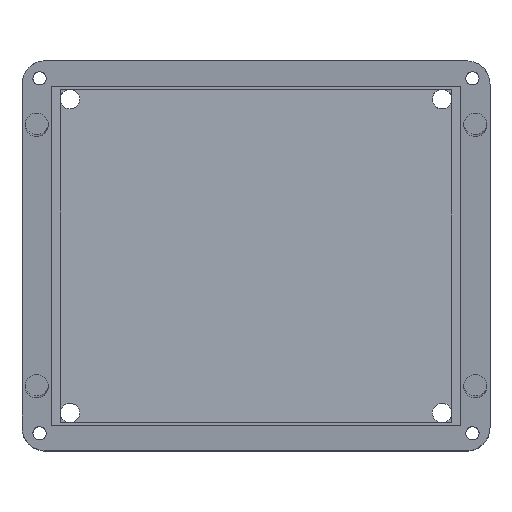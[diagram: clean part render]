
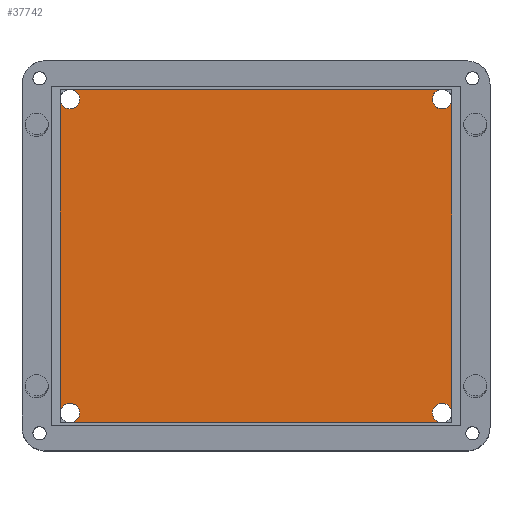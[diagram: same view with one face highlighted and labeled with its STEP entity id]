
A CAD part, top view. The second image highlights one B-rep face of the part: STEP entity #37742.
In plain terms, the highlighted planar face has unit normal (0, 0, 1).
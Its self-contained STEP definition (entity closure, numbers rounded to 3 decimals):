
#33036 = VERTEX_POINT('',#33037);
#33037 = CARTESIAN_POINT('',(-47.375,42.7,10.));
#33044 = EDGE_CURVE('',#33036,#33045,#33047,.T.);
#33045 = VERTEX_POINT('',#33046);
#33046 = CARTESIAN_POINT('',(47.372,42.7,10.));
#33047 = LINE('',#33048,#33049);
#33048 = CARTESIAN_POINT('',(-50.2,42.7,10.));
#33049 = VECTOR('',#33050,1.);
#33050 = DIRECTION('',(1.,0.,0.));
#33087 = VERTEX_POINT('',#33088);
#33088 = CARTESIAN_POINT('',(50.2,39.872,10.));
#33095 = EDGE_CURVE('',#33087,#33096,#33098,.T.);
#33096 = VERTEX_POINT('',#33097);
#33097 = CARTESIAN_POINT('',(50.2,-39.872,10.));
#33098 = LINE('',#33099,#33100);
#33099 = CARTESIAN_POINT('',(50.2,42.7,10.));
#33100 = VECTOR('',#33101,1.);
#33101 = DIRECTION('',(0.,-1.,0.));
#33138 = VERTEX_POINT('',#33139);
#33139 = CARTESIAN_POINT('',(47.372,-42.7,10.));
#33146 = EDGE_CURVE('',#33138,#33147,#33149,.T.);
#33147 = VERTEX_POINT('',#33148);
#33148 = CARTESIAN_POINT('',(-47.372,-42.7,10.));
#33149 = LINE('',#33150,#33151);
#33150 = CARTESIAN_POINT('',(50.2,-42.7,10.));
#33151 = VECTOR('',#33152,1.);
#33152 = DIRECTION('',(-1.,0.,0.));
#33180 = VERTEX_POINT('',#33181);
#33181 = CARTESIAN_POINT('',(-50.2,-39.872,10.));
#33188 = EDGE_CURVE('',#33180,#33189,#33191,.T.);
#33189 = VERTEX_POINT('',#33190);
#33190 = CARTESIAN_POINT('',(-50.2,39.868,10.));
#33191 = LINE('',#33192,#33193);
#33192 = CARTESIAN_POINT('',(-50.2,-42.7,10.));
#33193 = VECTOR('',#33194,1.);
#33194 = DIRECTION('',(0.,1.,0.));
#37703 = EDGE_CURVE('',#37704,#33036,#37706,.T.);
#37704 = VERTEX_POINT('',#37705);
#37705 = CARTESIAN_POINT('',(-45.226,40.225,10.));
#37706 = CIRCLE('',#37707,2.5);
#37707 = AXIS2_PLACEMENT_3D('',#37708,#37709,#37710);
#37708 = CARTESIAN_POINT('',(-47.726,40.225,10.));
#37709 = DIRECTION('',(0.,0.,1.));
#37710 = DIRECTION('',(1.,0.,0.));
#37728 = EDGE_CURVE('',#33189,#37704,#37729,.T.);
#37729 = CIRCLE('',#37730,2.5);
#37730 = AXIS2_PLACEMENT_3D('',#37731,#37732,#37733);
#37731 = CARTESIAN_POINT('',(-47.726,40.225,10.));
#37732 = DIRECTION('',(0.,0.,1.));
#37733 = DIRECTION('',(1.,0.,0.));
#37742 = ADVANCED_FACE('',(#37743),#37781,.T.);
#37743 = FACE_BOUND('',#37744,.T.);
#37744 = EDGE_LOOP('',(#37745,#37754,#37761,#37762,#37769,#37770,#37777,
    #37778,#37779,#37780));
#37745 = ORIENTED_EDGE('',*,*,#37746,.F.);
#37746 = EDGE_CURVE('',#37747,#33180,#37749,.T.);
#37747 = VERTEX_POINT('',#37748);
#37748 = CARTESIAN_POINT('',(-45.225,-40.225,10.));
#37749 = CIRCLE('',#37750,2.5);
#37750 = AXIS2_PLACEMENT_3D('',#37751,#37752,#37753);
#37751 = CARTESIAN_POINT('',(-47.725,-40.225,10.));
#37752 = DIRECTION('',(0.,0.,1.));
#37753 = DIRECTION('',(1.,0.,0.));
#37754 = ORIENTED_EDGE('',*,*,#37755,.F.);
#37755 = EDGE_CURVE('',#33147,#37747,#37756,.T.);
#37756 = CIRCLE('',#37757,2.5);
#37757 = AXIS2_PLACEMENT_3D('',#37758,#37759,#37760);
#37758 = CARTESIAN_POINT('',(-47.725,-40.225,10.));
#37759 = DIRECTION('',(0.,0.,1.));
#37760 = DIRECTION('',(1.,0.,0.));
#37761 = ORIENTED_EDGE('',*,*,#33146,.F.);
#37762 = ORIENTED_EDGE('',*,*,#37763,.F.);
#37763 = EDGE_CURVE('',#33096,#33138,#37764,.T.);
#37764 = CIRCLE('',#37765,2.5);
#37765 = AXIS2_PLACEMENT_3D('',#37766,#37767,#37768);
#37766 = CARTESIAN_POINT('',(47.725,-40.225,10.));
#37767 = DIRECTION('',(0.,0.,1.));
#37768 = DIRECTION('',(1.,0.,0.));
#37769 = ORIENTED_EDGE('',*,*,#33095,.F.);
#37770 = ORIENTED_EDGE('',*,*,#37771,.F.);
#37771 = EDGE_CURVE('',#33045,#33087,#37772,.T.);
#37772 = CIRCLE('',#37773,2.5);
#37773 = AXIS2_PLACEMENT_3D('',#37774,#37775,#37776);
#37774 = CARTESIAN_POINT('',(47.725,40.225,10.));
#37775 = DIRECTION('',(0.,0.,1.));
#37776 = DIRECTION('',(1.,0.,0.));
#37777 = ORIENTED_EDGE('',*,*,#33044,.F.);
#37778 = ORIENTED_EDGE('',*,*,#37703,.F.);
#37779 = ORIENTED_EDGE('',*,*,#37728,.F.);
#37780 = ORIENTED_EDGE('',*,*,#33188,.F.);
#37781 = PLANE('',#37782);
#37782 = AXIS2_PLACEMENT_3D('',#37783,#37784,#37785);
#37783 = CARTESIAN_POINT('',(0.,0.,10.));
#37784 = DIRECTION('',(0.,0.,1.));
#37785 = DIRECTION('',(1.,0.,0.));
